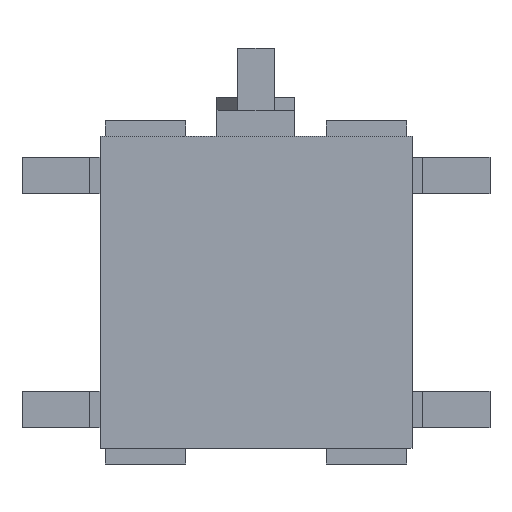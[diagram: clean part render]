
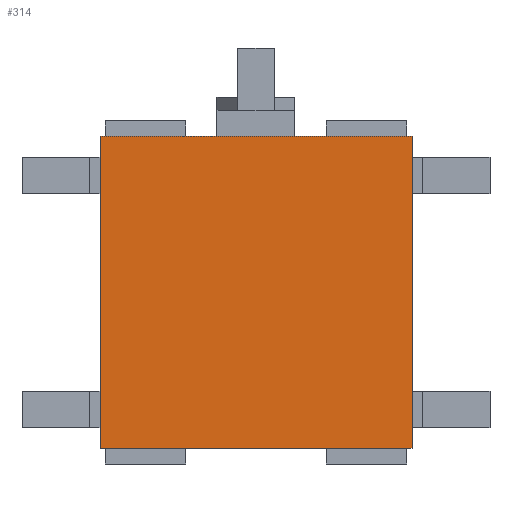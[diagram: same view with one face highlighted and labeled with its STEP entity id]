
A CAD part, front view. The second image highlights one B-rep face of the part: STEP entity #314.
In plain terms, the highlighted planar face has unit normal (0, -1, 0).
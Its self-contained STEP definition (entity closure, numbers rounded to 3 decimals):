
#217 = VERTEX_POINT ( 'NONE', #2200 ) ;
#313 = VERTEX_POINT ( 'NONE', #2576 ) ;
#314 = ADVANCED_FACE ( 'NONE', ( #2577 ), #2578, .T. ) ;
#360 = ORIENTED_EDGE ( 'NONE', *, *, #375, .F. ) ;
#368 = ORIENTED_EDGE ( 'NONE', *, *, #674, .F. ) ;
#375 = EDGE_CURVE ( 'NONE', #3109, #518, #2803, .T. ) ;
#518 = VERTEX_POINT ( 'NONE', #1123 ) ;
#572 = EDGE_LOOP ( 'NONE', ( #360, #368, #3110, #3122 ) ) ;
#674 = EDGE_CURVE ( 'NONE', #313, #3109, #1688, .T. ) ;
#950 = LINE ( 'NONE', #951, #952 ) ;
#951 = CARTESIAN_POINT ( 'NONE',  ( -3., 0.1, 3. ) ) ;
#952 = VECTOR ( 'NONE', #958, 1000. ) ;
#958 = DIRECTION ( 'NONE',  ( 1., 0., 0. ) ) ;
#1123 = CARTESIAN_POINT ( 'NONE',  ( -3., 0.1, 3. ) ) ;
#1360 = CARTESIAN_POINT ( 'NONE',  ( -3., 0.1, -3. ) ) ;
#1688 = LINE ( 'NONE', #1689, #1690 ) ;
#1689 = CARTESIAN_POINT ( 'NONE',  ( -3., 0.1, -3. ) ) ;
#1690 = VECTOR ( 'NONE', #1691, 1000. ) ;
#1691 = DIRECTION ( 'NONE',  ( -1., 0., 0. ) ) ;
#2200 = CARTESIAN_POINT ( 'NONE',  ( 3., 0.1, 3. ) ) ;
#2397 = EDGE_CURVE ( 'NONE', #217, #313, #2954, .T. ) ;
#2576 = CARTESIAN_POINT ( 'NONE',  ( 3., 0.1, -3. ) ) ;
#2577 = FACE_OUTER_BOUND ( 'NONE', #572, .T. ) ;
#2578 = PLANE ( 'NONE',  #2579 ) ;
#2579 = AXIS2_PLACEMENT_3D ( 'NONE', #2580, #2581, #2582 ) ;
#2580 = CARTESIAN_POINT ( 'NONE',  ( -3., 0.1, -3. ) ) ;
#2581 = DIRECTION ( 'NONE',  ( 0., -1., 0. ) ) ;
#2582 = DIRECTION ( 'NONE',  ( 0., 0., -1. ) ) ;
#2803 = LINE ( 'NONE', #2804, #2805 ) ;
#2804 = CARTESIAN_POINT ( 'NONE',  ( -3., 0.1, 3. ) ) ;
#2805 = VECTOR ( 'NONE', #2806, 1000. ) ;
#2806 = DIRECTION ( 'NONE',  ( 0., 0., 1. ) ) ;
#2949 = EDGE_CURVE ( 'NONE', #518, #217, #950, .T. ) ;
#2954 = LINE ( 'NONE', #2955, #2956 ) ;
#2955 = CARTESIAN_POINT ( 'NONE',  ( 3., 0.1, 3. ) ) ;
#2956 = VECTOR ( 'NONE', #2957, 1000. ) ;
#2957 = DIRECTION ( 'NONE',  ( 0., 0., -1. ) ) ;
#3109 = VERTEX_POINT ( 'NONE', #1360 ) ;
#3110 = ORIENTED_EDGE ( 'NONE', *, *, #2397, .F. ) ;
#3122 = ORIENTED_EDGE ( 'NONE', *, *, #2949, .F. ) ;
